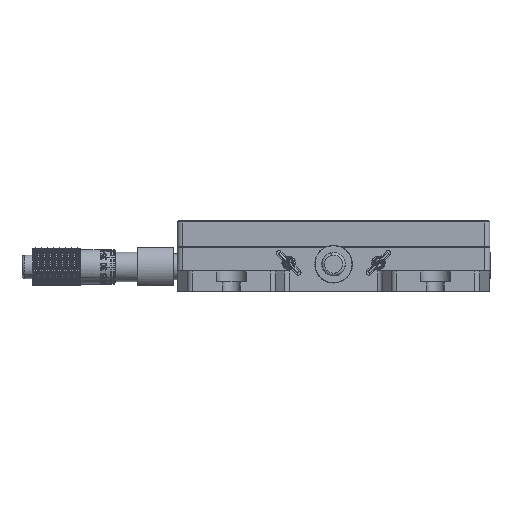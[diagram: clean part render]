
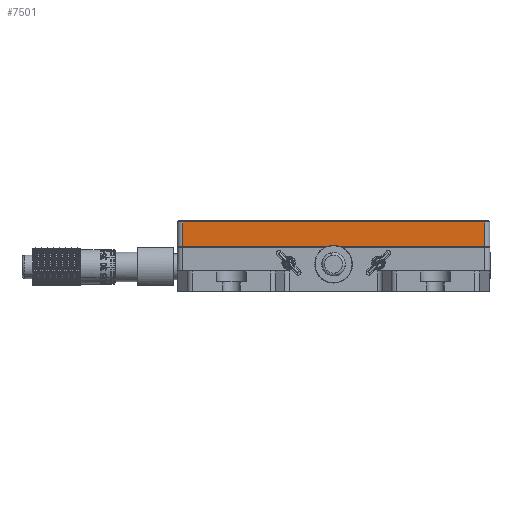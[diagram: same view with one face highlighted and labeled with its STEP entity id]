
A CAD part, left-side view. The second image highlights one B-rep face of the part: STEP entity #7501.
In plain terms, the highlighted planar face has unit normal (-1, 0, 0).
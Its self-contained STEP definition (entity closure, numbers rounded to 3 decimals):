
#7501=ADVANCED_FACE('',(#14730),#130964,.T.);
#14730=FACE_OUTER_BOUND('',#22327,.T.);
#22327=EDGE_LOOP('',(#65986,#65987,#65988,#65989));
#65986=ORIENTED_EDGE('',*,*,#88151,.F.);
#65987=ORIENTED_EDGE('',*,*,#88162,.F.);
#65988=ORIENTED_EDGE('',*,*,#88534,.T.);
#65989=ORIENTED_EDGE('',*,*,#88529,.F.);
#88151=EDGE_CURVE('',#124068,#124070,#110767,.T.);
#88162=EDGE_CURVE('',#124077,#124068,#110773,.T.);
#88529=EDGE_CURVE('',#124070,#124366,#110855,.T.);
#88534=EDGE_CURVE('',#124077,#124366,#110859,.T.);
#110767=B_SPLINE_CURVE_WITH_KNOTS('',1,(#261317,#261318),.UNSPECIFIED.,
 .F.,.F.,(2,2),(0.,111.),.UNSPECIFIED.);
#110773=B_SPLINE_CURVE_WITH_KNOTS('',1,(#261344,#261345),.UNSPECIFIED.,
 .F.,.F.,(2,2),(0.,9.),.UNSPECIFIED.);
#110855=B_SPLINE_CURVE_WITH_KNOTS('',1,(#262747,#262748),.UNSPECIFIED.,
 .F.,.F.,(2,2),(0.,9.),.UNSPECIFIED.);
#110859=B_SPLINE_CURVE_WITH_KNOTS('',1,(#262758,#262759),.UNSPECIFIED.,
 .F.,.F.,(2,2),(-111.,0.),.UNSPECIFIED.);
#124068=VERTEX_POINT('',#260703);
#124070=VERTEX_POINT('',#260705);
#124077=VERTEX_POINT('',#260712);
#124366=VERTEX_POINT('',#261001);
#130964=PLANE('',#138338);
#138338=AXIS2_PLACEMENT_3D('',#260508,#144994,$);
#144994=DIRECTION('',(-1.,0.,0.));
#260508=CARTESIAN_POINT('',(-61.994,66.493,15.401));
#260703=CARTESIAN_POINT('',(-61.994,55.273,25.421));
#260705=CARTESIAN_POINT('',(-61.994,-55.727,25.421));
#260712=CARTESIAN_POINT('',(-61.994,55.273,16.421));
#261001=CARTESIAN_POINT('',(-61.994,-55.727,16.421));
#261317=CARTESIAN_POINT('',(-61.994,55.273,25.421));
#261318=CARTESIAN_POINT('',(-61.994,-55.727,25.421));
#261344=CARTESIAN_POINT('',(-61.994,55.273,16.421));
#261345=CARTESIAN_POINT('',(-61.994,55.273,25.421));
#262747=CARTESIAN_POINT('',(-61.994,-55.727,25.421));
#262748=CARTESIAN_POINT('',(-61.994,-55.727,16.421));
#262758=CARTESIAN_POINT('',(-61.994,55.273,16.421));
#262759=CARTESIAN_POINT('',(-61.994,-55.727,16.421));
